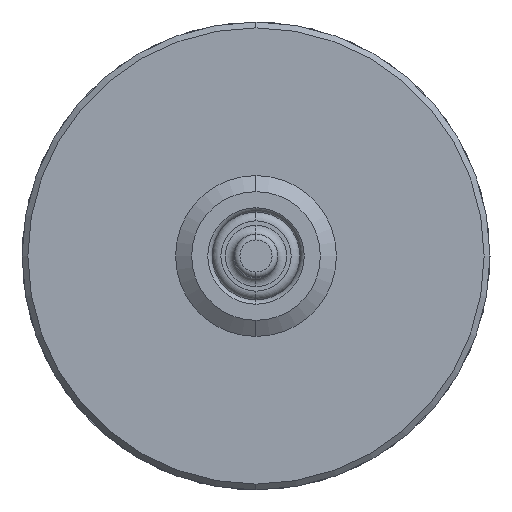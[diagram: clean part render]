
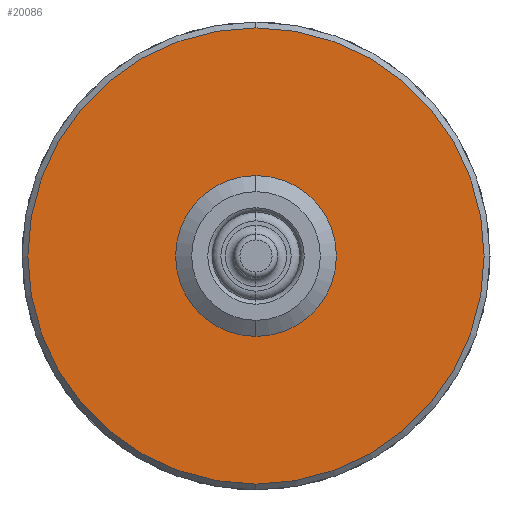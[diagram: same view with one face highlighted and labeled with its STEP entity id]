
A CAD part, left-side view. The second image highlights one B-rep face of the part: STEP entity #20086.
In plain terms, the highlighted planar face has unit normal (-1, 0, 0).
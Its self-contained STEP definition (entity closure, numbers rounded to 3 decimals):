
#1202 = DIRECTION ( 'NONE',  ( -1., 0., 0. ) ) ;
#1331 = DIRECTION ( 'NONE',  ( -1., 0., 0. ) ) ;
#2111 = FACE_BOUND ( 'NONE', #22958, .T. ) ;
#2562 = DIRECTION ( 'NONE',  ( 0., 0., 1. ) ) ;
#4047 = CIRCLE ( 'NONE', #4554, 1.953 ) ;
#4554 = AXIS2_PLACEMENT_3D ( 'NONE', #16627, #9368, #2562 ) ;
#6419 = EDGE_CURVE ( 'NONE', #8953, #29095, #11657, .T. ) ;
#8761 = CARTESIAN_POINT ( 'NONE',  ( 2.6, 0., 0. ) ) ;
#8795 = CIRCLE ( 'NONE', #30439, 7.8 ) ;
#8953 = VERTEX_POINT ( 'NONE', #24575 ) ;
#9058 = ORIENTED_EDGE ( 'NONE', *, *, #19031, .T. ) ;
#9368 = DIRECTION ( 'NONE',  ( -1., 0., 0. ) ) ;
#9584 = AXIS2_PLACEMENT_3D ( 'NONE', #14768, #19531, #26626 ) ;
#9658 = VERTEX_POINT ( 'NONE', #19858 ) ;
#9905 = CARTESIAN_POINT ( 'NONE',  ( 2.6, 0., 7.8 ) ) ;
#10418 = CARTESIAN_POINT ( 'NONE',  ( 2.6, 0., -1.953 ) ) ;
#10708 = ORIENTED_EDGE ( 'NONE', *, *, #26326, .F. ) ;
#11521 = FACE_OUTER_BOUND ( 'NONE', #22197, .T. ) ;
#11657 = CIRCLE ( 'NONE', #12643, 7.8 ) ;
#12643 = AXIS2_PLACEMENT_3D ( 'NONE', #8761, #1331, #23079 ) ;
#12926 = CARTESIAN_POINT ( 'NONE',  ( 2.6, 0., 0. ) ) ;
#13091 = AXIS2_PLACEMENT_3D ( 'NONE', #26101, #28414, #25961 ) ;
#13857 = ORIENTED_EDGE ( 'NONE', *, *, #17042, .F. ) ;
#14768 = CARTESIAN_POINT ( 'NONE',  ( 2.6, 1.953, 0. ) ) ;
#16627 = CARTESIAN_POINT ( 'NONE',  ( 2.6, 0., 0. ) ) ;
#17042 = EDGE_CURVE ( 'NONE', #27759, #9658, #22439, .T. ) ;
#17721 = DIRECTION ( 'NONE',  ( 0., 0., 1. ) ) ;
#19031 = EDGE_CURVE ( 'NONE', #29095, #8953, #8795, .T. ) ;
#19531 = DIRECTION ( 'NONE',  ( 1., 0., 0. ) ) ;
#19858 = CARTESIAN_POINT ( 'NONE',  ( 2.6, 0., 1.953 ) ) ;
#20086 = ADVANCED_FACE ( 'NONE', ( #2111, #11521 ), #21986, .F. ) ;
#21986 = PLANE ( 'NONE',  #9584 ) ;
#22197 = EDGE_LOOP ( 'NONE', ( #27765, #9058 ) ) ;
#22439 = CIRCLE ( 'NONE', #13091, 1.953 ) ;
#22958 = EDGE_LOOP ( 'NONE', ( #10708, #13857 ) ) ;
#23079 = DIRECTION ( 'NONE',  ( 0., 0., 1. ) ) ;
#24575 = CARTESIAN_POINT ( 'NONE',  ( 2.6, 0., -7.8 ) ) ;
#25961 = DIRECTION ( 'NONE',  ( 0., 0., 1. ) ) ;
#26101 = CARTESIAN_POINT ( 'NONE',  ( 2.6, 0., 0. ) ) ;
#26326 = EDGE_CURVE ( 'NONE', #9658, #27759, #4047, .T. ) ;
#26626 = DIRECTION ( 'NONE',  ( 0., 0., -1. ) ) ;
#27759 = VERTEX_POINT ( 'NONE', #10418 ) ;
#27765 = ORIENTED_EDGE ( 'NONE', *, *, #6419, .T. ) ;
#28414 = DIRECTION ( 'NONE',  ( -1., 0., 0. ) ) ;
#29095 = VERTEX_POINT ( 'NONE', #9905 ) ;
#30439 = AXIS2_PLACEMENT_3D ( 'NONE', #12926, #1202, #17721 ) ;
